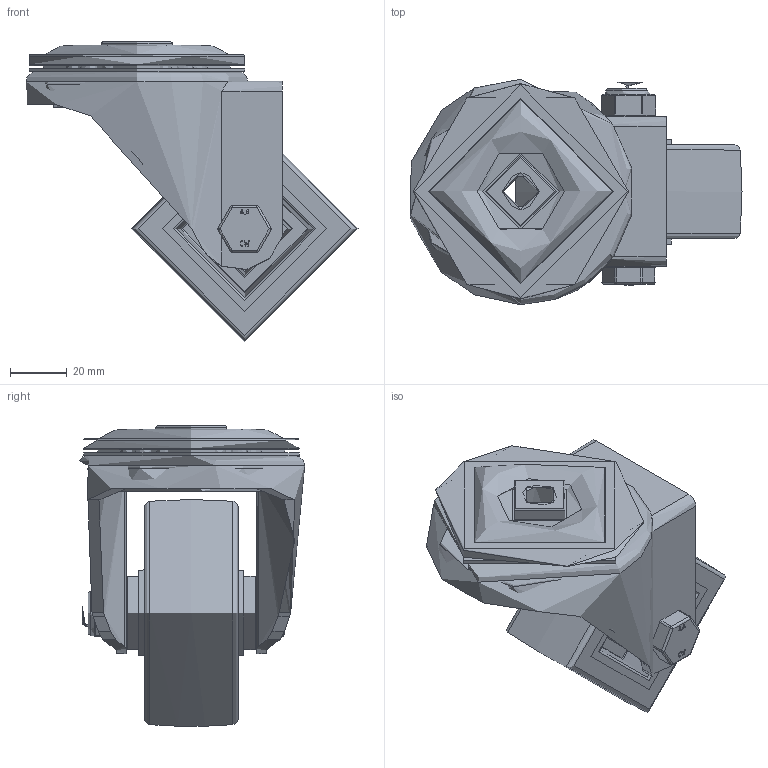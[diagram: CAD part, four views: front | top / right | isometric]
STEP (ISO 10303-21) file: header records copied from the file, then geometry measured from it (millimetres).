
FILE_DESCRIPTION(/* description */ (''),/* implementation_level */ '2;1');
FILE_NAME(/* name */ 'BZH80NPBH12.step',/* time_stamp */ '2024-07-24T15:09:51+01:00',/* author */ (''),/* organization */ (''),/* preprocessor_version */ 'ST-DEVELOPER v20',/* originating_system */ 'Autodesk Translation Framework v13.14.0.145',/* authorisation */ '');
FILE_SCHEMA (('AUTOMOTIVE_DESIGN { 1 0 10303 214 3 1 1 }'));
Length unit declared in the file: millimetre
Products named in the file (19): BZH80NPBH12; BZH80ASBH12 v1; ZINC PLATED, PRESSED STEEL TOP PLATE; ZINC PLATED, PRESSED STEEL TOP PLATE Geometry; Pattern; Component1; ZINC PLATED, PRESSED STEEL FORKS; BEARING SEAL; BZMM80WNP v1; POLYURETHANE TYRE; NYLON RIM; TUBEM12X46X10 v1; ZINC PLATED AXLE TUBE; HEXBOLTM10X65Z8.8FULL v2; GRADE 8.8 FULLY THREADED ZINC PLATED BOLT; NYLOCM10Z v1; NYLOC NUT; RUBBER; NUT
Assembly tree (33 placements, depth 5):
  BZH80NPBH12
    BZH80ASBH12 v1
      ZINC PLATED, PRESSED STEEL TOP PLATE
        ZINC PLATED, PRESSED STEEL TOP PLATE Geometry
        Pattern
          Component1  x16
      ZINC PLATED, PRESSED STEEL FORKS
      BEARING SEAL
    BZMM80WNP v1
      POLYURETHANE TYRE
      NYLON RIM
    TUBEM12X46X10 v1
      ZINC PLATED AXLE TUBE
    HEXBOLTM10X65Z8.8FULL v2
      GRADE 8.8 FULLY THREADED ZINC PLATED BOLT
    NYLOCM10Z v1
      NYLOC NUT
        RUBBER
        NUT
Bounding box: 117.1 x 79.53 x 105.93 mm (x, y, z)
Volume: 234122.6 mm3; surface area: 97756.3 mm2
Topology: 25 solids, 25 shells, 376 faces, 908 edges, 577 vertices
Faces by surface type: cylinder 161, plane 104, bspline 43, sphere 34, torus 24, cone 10
Full cylindrical faces by diameter (mm): 8.141 x18, 9.85 x30, 10 x4, 10.2 x2, 11.95 x1, 12 x2, 12.2 x1, 12.5 x1, 16 x2, 22 x1, 25 x2, 26 x2, 33 x1, 35 x1, 58 x3, 59 x1, 66 x1, 73 x1, 76 x2
Entity records: 17509 total; most frequent: CARTESIAN_POINT 8991, ORIENTED_EDGE 1722, DIRECTION 1549, EDGE_CURVE 861, AXIS2_PLACEMENT_3D 602, VERTEX_POINT 547, EDGE_LOOP 408, FACE_OUTER_BOUND 361
